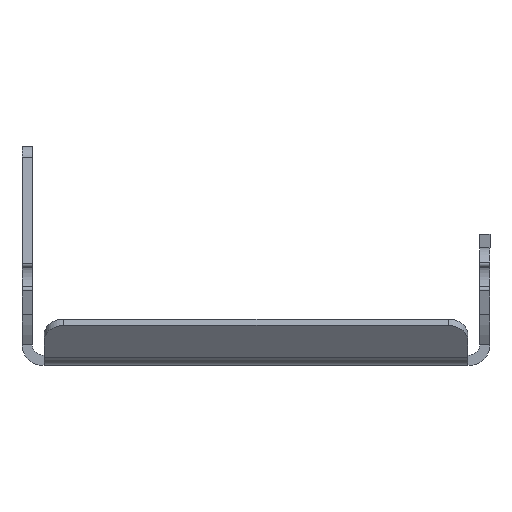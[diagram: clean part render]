
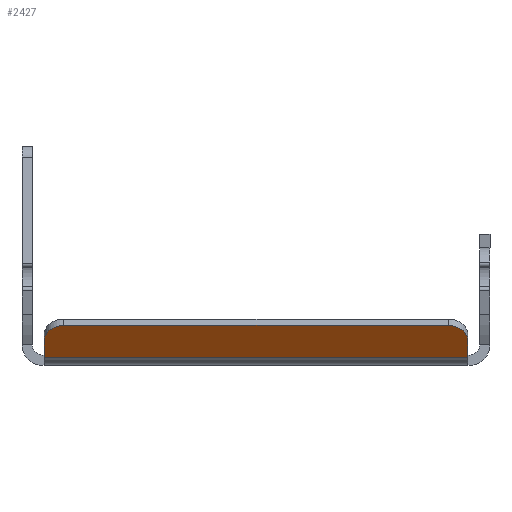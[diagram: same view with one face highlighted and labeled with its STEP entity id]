
A CAD part, front view. The second image highlights one B-rep face of the part: STEP entity #2427.
In plain terms, the highlighted planar face has unit normal (0, -0.788, -0.616).
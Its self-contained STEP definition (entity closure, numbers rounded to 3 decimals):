
#74=PLANE('',#2635);
#149=FACE_OUTER_BOUND('',#292,.T.);
#292=EDGE_LOOP('',(#1805,#1806,#1807,#1808,#1809,#1810));
#511=LINE('',#3923,#728);
#514=LINE('',#3929,#731);
#515=LINE('',#3933,#732);
#516=LINE('',#3934,#733);
#728=VECTOR('',#3121,4.572);
#731=VECTOR('',#3126,10.);
#732=VECTOR('',#3129,4.572);
#733=VECTOR('',#3130,10.);
#923=CIRCLE('',#2633,6.);
#924=CIRCLE('',#2636,6.);
#1133=VERTEX_POINT('',#3916);
#1134=VERTEX_POINT('',#3918);
#1135=VERTEX_POINT('',#3922);
#1137=VERTEX_POINT('',#3928);
#1138=VERTEX_POINT('',#3930);
#1139=VERTEX_POINT('',#3932);
#1398=EDGE_CURVE('',#1133,#1134,#923,.T.);
#1400=EDGE_CURVE('',#1135,#1134,#511,.T.);
#1403=EDGE_CURVE('',#1133,#1137,#514,.T.);
#1404=EDGE_CURVE('',#1138,#1137,#924,.T.);
#1405=EDGE_CURVE('',#1139,#1138,#515,.T.);
#1406=EDGE_CURVE('',#1139,#1135,#516,.T.);
#1805=ORIENTED_EDGE('',*,*,#1398,.F.);
#1806=ORIENTED_EDGE('',*,*,#1403,.T.);
#1807=ORIENTED_EDGE('',*,*,#1404,.F.);
#1808=ORIENTED_EDGE('',*,*,#1405,.F.);
#1809=ORIENTED_EDGE('',*,*,#1406,.T.);
#1810=ORIENTED_EDGE('',*,*,#1400,.T.);
#2427=ADVANCED_FACE('',(#149),#74,.T.);
#2633=AXIS2_PLACEMENT_3D('',#3919,#3116,#3117);
#2635=AXIS2_PLACEMENT_3D('',#3927,#3124,#3125);
#2636=AXIS2_PLACEMENT_3D('',#3931,#3127,#3128);
#3116=DIRECTION('center_axis',(0.,0.788,0.616));
#3117=DIRECTION('ref_axis',(0.707,-0.435,0.557));
#3121=DIRECTION('',(0.,-0.616,0.788));
#3124=DIRECTION('center_axis',(0.,-0.788,-0.616));
#3125=DIRECTION('ref_axis',(-1.,0.,0.));
#3126=DIRECTION('',(-1.,0.,0.));
#3127=DIRECTION('center_axis',(0.,0.788,0.616));
#3128=DIRECTION('ref_axis',(-0.707,-0.435,0.557));
#3129=DIRECTION('',(0.,-0.616,0.788));
#3130=DIRECTION('',(1.,0.,0.));
#3916=CARTESIAN_POINT('',(59.597,-51.683,12.252));
#3918=CARTESIAN_POINT('',(65.597,-47.989,7.524));
#3919=CARTESIAN_POINT('Origin',(59.597,-47.989,7.524));
#3922=CARTESIAN_POINT('',(65.597,-44.017,2.441));
#3923=CARTESIAN_POINT('',(65.597,-35.174,-8.878));
#3927=CARTESIAN_POINT('Origin',(0.597,-46.572,5.712));
#3928=CARTESIAN_POINT('',(-58.403,-51.683,12.252));
#3929=CARTESIAN_POINT('',(65.597,-51.683,12.252));
#3930=CARTESIAN_POINT('',(-64.403,-47.989,7.524));
#3931=CARTESIAN_POINT('Origin',(-58.403,-47.989,7.524));
#3932=CARTESIAN_POINT('',(-64.403,-44.017,2.441));
#3933=CARTESIAN_POINT('',(-64.403,-35.174,-8.878));
#3934=CARTESIAN_POINT('',(0.597,-44.017,2.441));
